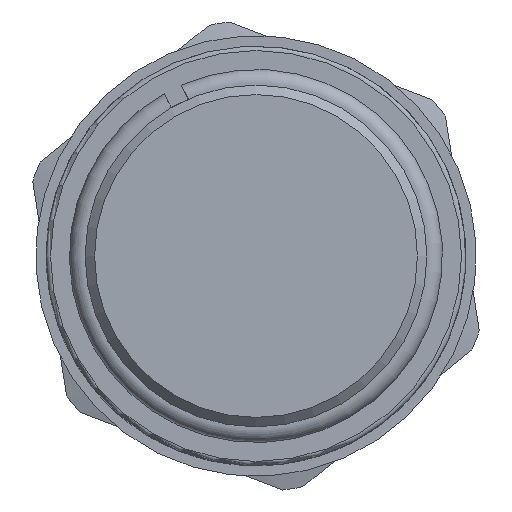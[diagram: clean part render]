
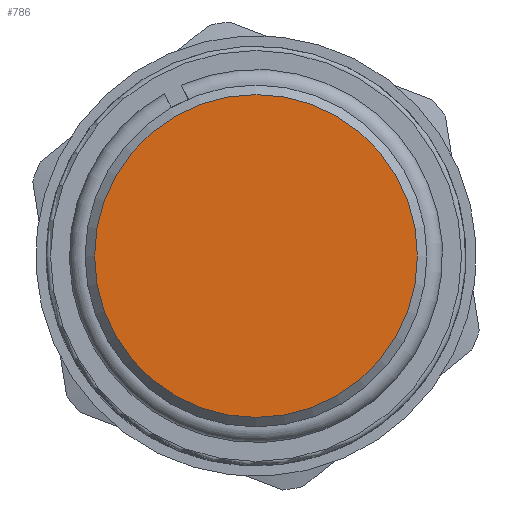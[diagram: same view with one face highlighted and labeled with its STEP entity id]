
A CAD part, left-side view. The second image highlights one B-rep face of the part: STEP entity #786.
In plain terms, the highlighted planar face has unit normal (-1, 0, 0).
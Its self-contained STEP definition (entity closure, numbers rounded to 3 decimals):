
#766=CARTESIAN_POINT('',(0.,-8.5,0.));
#767=VERTEX_POINT('',#766);
#768=CARTESIAN_POINT('',(0.,0.0,0.0));
#769=DIRECTION('',(1.0,0.0,0.0));
#770=DIRECTION('',(0.0,1.0,0.0));
#771=AXIS2_PLACEMENT_3D('',#768,#769,#770);
#772=CIRCLE('',#771,8.5);
#773=EDGE_CURVE('',#767,#767,#772,.T.);
#778=CARTESIAN_POINT('',(0.,-7.875,0.0));
#779=DIRECTION('',(-1.0,0.0,0.0));
#780=DIRECTION('',(0.0,0.0,1.0));
#781=AXIS2_PLACEMENT_3D('',#778,#779,#780);
#782=PLANE('',#781);
#783=ORIENTED_EDGE('',*,*,#773,.F.);
#784=EDGE_LOOP('',(#783));
#785=FACE_OUTER_BOUND('',#784,.T.);
#786=ADVANCED_FACE('',(#785),#782,.T.);
